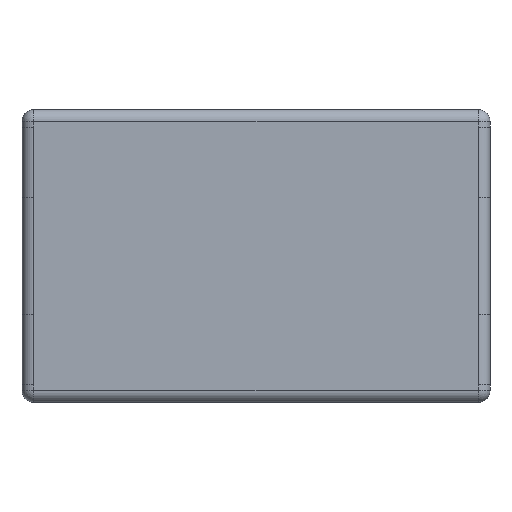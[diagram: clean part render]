
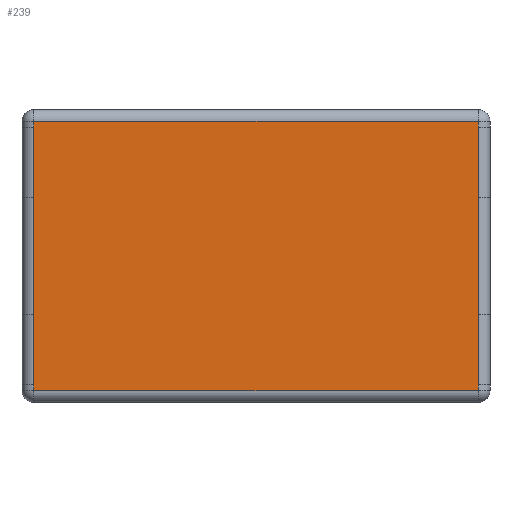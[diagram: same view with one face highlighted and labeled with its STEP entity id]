
A CAD part, front view. The second image highlights one B-rep face of the part: STEP entity #239.
In plain terms, the highlighted planar face has unit normal (0, -1, 0).
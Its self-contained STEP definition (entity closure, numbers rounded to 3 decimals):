
#8 = LINE ( 'NONE', #1478, #380 ) ;
#26 = DIRECTION ( 'NONE',  ( 0., 0., 1. ) ) ;
#43 = ORIENTED_EDGE ( 'NONE', *, *, #1671, .T. ) ;
#76 = DIRECTION ( 'NONE',  ( 0., 0., -1. ) ) ;
#80 = DIRECTION ( 'NONE',  ( 0., 0., -1. ) ) ;
#108 = VERTEX_POINT ( 'NONE', #180 ) ;
#134 = ORIENTED_EDGE ( 'NONE', *, *, #1819, .T. ) ;
#142 = VECTOR ( 'NONE', #1229, 1000. ) ;
#160 = EDGE_CURVE ( 'NONE', #1108, #1304, #170, .T. ) ;
#170 = LINE ( 'NONE', #1916, #563 ) ;
#180 = CARTESIAN_POINT ( 'NONE',  ( 0.95, 0., -0.55 ) ) ;
#188 = CARTESIAN_POINT ( 'NONE',  ( 0.95, 0., 0. ) ) ;
#211 = VECTOR ( 'NONE', #438, 1000. ) ;
#239 = ADVANCED_FACE ( 'NONE', ( #1275 ), #1287, .F. ) ;
#248 = VERTEX_POINT ( 'NONE', #736 ) ;
#266 = VERTEX_POINT ( 'NONE', #1679 ) ;
#273 = CARTESIAN_POINT ( 'NONE',  ( -0.95, 0., -0.55 ) ) ;
#288 = EDGE_CURVE ( 'NONE', #1497, #1642, #1082, .T. ) ;
#305 = DIRECTION ( 'NONE',  ( 0., 0., -1. ) ) ;
#311 = ORIENTED_EDGE ( 'NONE', *, *, #329, .T. ) ;
#329 = EDGE_CURVE ( 'NONE', #248, #108, #604, .T. ) ;
#354 = CARTESIAN_POINT ( 'NONE',  ( 0.95, 0., 0. ) ) ;
#372 = ORIENTED_EDGE ( 'NONE', *, *, #1096, .T. ) ;
#380 = VECTOR ( 'NONE', #523, 1000. ) ;
#398 = CARTESIAN_POINT ( 'NONE',  ( -0.95, 0., 0.575 ) ) ;
#404 = ORIENTED_EDGE ( 'NONE', *, *, #774, .T. ) ;
#405 = CARTESIAN_POINT ( 'NONE',  ( -0.95, 0., -0.25 ) ) ;
#422 = VERTEX_POINT ( 'NONE', #273 ) ;
#423 = CARTESIAN_POINT ( 'NONE',  ( 0., 0., 0. ) ) ;
#432 = ORIENTED_EDGE ( 'NONE', *, *, #1301, .T. ) ;
#434 = CARTESIAN_POINT ( 'NONE',  ( 0.95, 0., 0. ) ) ;
#438 = DIRECTION ( 'NONE',  ( 0., 0., 1. ) ) ;
#478 = EDGE_CURVE ( 'NONE', #1477, #896, #847, .T. ) ;
#523 = DIRECTION ( 'NONE',  ( 1., 0., 0. ) ) ;
#538 = VECTOR ( 'NONE', #26, 1000. ) ;
#544 = LINE ( 'NONE', #909, #142 ) ;
#549 = DIRECTION ( 'NONE',  ( 0., 0., 1. ) ) ;
#553 = ORIENTED_EDGE ( 'NONE', *, *, #478, .T. ) ;
#563 = VECTOR ( 'NONE', #80, 1000. ) ;
#588 = VECTOR ( 'NONE', #76, 1000. ) ;
#604 = LINE ( 'NONE', #1444, #211 ) ;
#636 = DIRECTION ( 'NONE',  ( 0., 0., 1. ) ) ;
#694 = DIRECTION ( 'NONE',  ( -1., 0., 0. ) ) ;
#700 = DIRECTION ( 'NONE',  ( 0., 1., 0. ) ) ;
#719 = CARTESIAN_POINT ( 'NONE',  ( -0.95, 0., -0.575 ) ) ;
#736 = CARTESIAN_POINT ( 'NONE',  ( 0.95, 0., -0.575 ) ) ;
#749 = CARTESIAN_POINT ( 'NONE',  ( -0.95, 0., 0. ) ) ;
#755 = DIRECTION ( 'NONE',  ( 0., 0., -1. ) ) ;
#774 = EDGE_CURVE ( 'NONE', #1304, #954, #1675, .T. ) ;
#843 = VECTOR ( 'NONE', #1446, 1000. ) ;
#847 = LINE ( 'NONE', #1076, #1449 ) ;
#864 = VECTOR ( 'NONE', #305, 1000. ) ;
#896 = VERTEX_POINT ( 'NONE', #398 ) ;
#909 = CARTESIAN_POINT ( 'NONE',  ( 0.95, 0., 0. ) ) ;
#910 = ORIENTED_EDGE ( 'NONE', *, *, #1115, .T. ) ;
#919 = VECTOR ( 'NONE', #755, 1000. ) ;
#920 = CARTESIAN_POINT ( 'NONE',  ( -0.95, 0., 0.55 ) ) ;
#954 = VERTEX_POINT ( 'NONE', #405 ) ;
#982 = ORIENTED_EDGE ( 'NONE', *, *, #1056, .T. ) ;
#1015 = EDGE_CURVE ( 'NONE', #1642, #1477, #1168, .T. ) ;
#1018 = LINE ( 'NONE', #1312, #588 ) ;
#1056 = EDGE_CURVE ( 'NONE', #108, #266, #544, .T. ) ;
#1067 = LINE ( 'NONE', #188, #538 ) ;
#1076 = CARTESIAN_POINT ( 'NONE',  ( 0., 0., 0.575 ) ) ;
#1078 = CARTESIAN_POINT ( 'NONE',  ( 0.95, 0., 0.25 ) ) ;
#1082 = LINE ( 'NONE', #354, #1132 ) ;
#1096 = EDGE_CURVE ( 'NONE', #422, #1370, #1744, .T. ) ;
#1108 = VERTEX_POINT ( 'NONE', #920 ) ;
#1115 = EDGE_CURVE ( 'NONE', #896, #1108, #1285, .T. ) ;
#1132 = VECTOR ( 'NONE', #636, 1000. ) ;
#1168 = LINE ( 'NONE', #434, #1944 ) ;
#1229 = DIRECTION ( 'NONE',  ( 0., 0., 1. ) ) ;
#1275 = FACE_OUTER_BOUND ( 'NONE', #1983, .T. ) ;
#1282 = ORIENTED_EDGE ( 'NONE', *, *, #160, .T. ) ;
#1285 = LINE ( 'NONE', #749, #864 ) ;
#1287 = PLANE ( 'NONE',  #1664 ) ;
#1301 = EDGE_CURVE ( 'NONE', #954, #422, #1018, .T. ) ;
#1304 = VERTEX_POINT ( 'NONE', #1331 ) ;
#1312 = CARTESIAN_POINT ( 'NONE',  ( -0.95, 0., 0. ) ) ;
#1331 = CARTESIAN_POINT ( 'NONE',  ( -0.95, 0., 0.25 ) ) ;
#1370 = VERTEX_POINT ( 'NONE', #719 ) ;
#1436 = CARTESIAN_POINT ( 'NONE',  ( 0.95, 0., 0.55 ) ) ;
#1444 = CARTESIAN_POINT ( 'NONE',  ( 0.95, 0., 0. ) ) ;
#1446 = DIRECTION ( 'NONE',  ( 0., 0., -1. ) ) ;
#1449 = VECTOR ( 'NONE', #694, 1000. ) ;
#1477 = VERTEX_POINT ( 'NONE', #1681 ) ;
#1478 = CARTESIAN_POINT ( 'NONE',  ( 0., 0., -0.575 ) ) ;
#1497 = VERTEX_POINT ( 'NONE', #1078 ) ;
#1521 = ORIENTED_EDGE ( 'NONE', *, *, #1015, .T. ) ;
#1577 = ORIENTED_EDGE ( 'NONE', *, *, #288, .T. ) ;
#1642 = VERTEX_POINT ( 'NONE', #1436 ) ;
#1664 = AXIS2_PLACEMENT_3D ( 'NONE', #423, #700, #549 ) ;
#1671 = EDGE_CURVE ( 'NONE', #266, #1497, #1067, .T. ) ;
#1675 = LINE ( 'NONE', #1755, #843 ) ;
#1677 = DIRECTION ( 'NONE',  ( 0., 0., 1. ) ) ;
#1679 = CARTESIAN_POINT ( 'NONE',  ( 0.95, 0., -0.25 ) ) ;
#1681 = CARTESIAN_POINT ( 'NONE',  ( 0.95, 0., 0.575 ) ) ;
#1694 = CARTESIAN_POINT ( 'NONE',  ( -0.95, 0., 0. ) ) ;
#1744 = LINE ( 'NONE', #1694, #919 ) ;
#1755 = CARTESIAN_POINT ( 'NONE',  ( -0.95, 0., 0. ) ) ;
#1819 = EDGE_CURVE ( 'NONE', #1370, #248, #8, .T. ) ;
#1916 = CARTESIAN_POINT ( 'NONE',  ( -0.95, 0., 0. ) ) ;
#1944 = VECTOR ( 'NONE', #1677, 1000. ) ;
#1983 = EDGE_LOOP ( 'NONE', ( #1282, #404, #432, #372, #134, #311, #982, #43, #1577, #1521, #553, #910 ) ) ;
